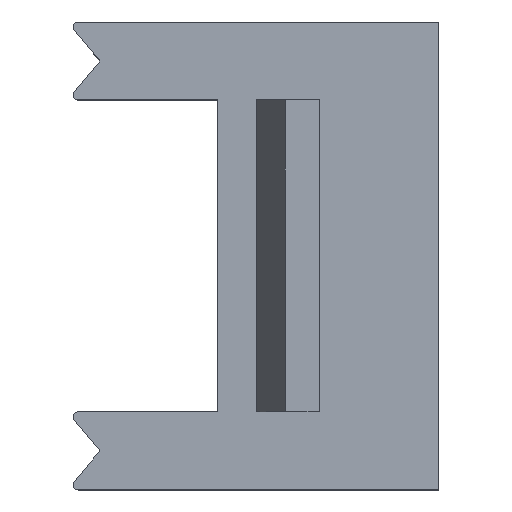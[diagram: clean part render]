
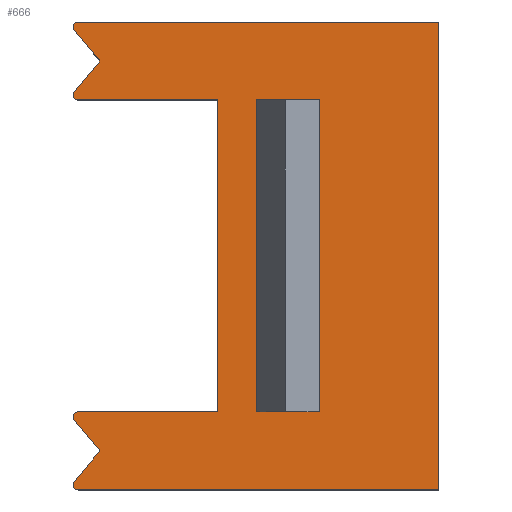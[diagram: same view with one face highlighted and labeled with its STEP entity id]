
A CAD part, top view. The second image highlights one B-rep face of the part: STEP entity #666.
In plain terms, the highlighted planar face has unit normal (0, 0, 1).
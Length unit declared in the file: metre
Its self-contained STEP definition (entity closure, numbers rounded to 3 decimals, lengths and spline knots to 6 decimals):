
#22=CIRCLE('',#716,0.0002);
#23=CIRCLE('',#717,0.0002);
#24=CIRCLE('',#718,0.0002);
#25=CIRCLE('',#719,0.0002);
#59=ORIENTED_EDGE('',*,*,#256,.T.);
#60=ORIENTED_EDGE('',*,*,#245,.T.);
#61=ORIENTED_EDGE('',*,*,#257,.F.);
#62=ORIENTED_EDGE('',*,*,#258,.T.);
#63=ORIENTED_EDGE('',*,*,#259,.T.);
#64=ORIENTED_EDGE('',*,*,#260,.F.);
#65=ORIENTED_EDGE('',*,*,#261,.T.);
#66=ORIENTED_EDGE('',*,*,#262,.F.);
#67=ORIENTED_EDGE('',*,*,#263,.F.);
#68=ORIENTED_EDGE('',*,*,#264,.F.);
#69=ORIENTED_EDGE('',*,*,#265,.T.);
#70=ORIENTED_EDGE('',*,*,#266,.T.);
#71=ORIENTED_EDGE('',*,*,#267,.F.);
#72=ORIENTED_EDGE('',*,*,#268,.T.);
#73=ORIENTED_EDGE('',*,*,#253,.F.);
#74=ORIENTED_EDGE('',*,*,#251,.T.);
#75=ORIENTED_EDGE('',*,*,#269,.T.);
#76=ORIENTED_EDGE('',*,*,#270,.F.);
#245=EDGE_CURVE('',#345,#344,#410,.T.);
#251=EDGE_CURVE('',#348,#350,#416,.T.);
#253=EDGE_CURVE('',#348,#352,#418,.T.);
#256=EDGE_CURVE('',#354,#345,#421,.T.);
#257=EDGE_CURVE('',#355,#344,#422,.T.);
#258=EDGE_CURVE('',#355,#356,#22,.T.);
#259=EDGE_CURVE('',#356,#357,#423,.T.);
#260=EDGE_CURVE('',#358,#357,#424,.T.);
#261=EDGE_CURVE('',#358,#359,#23,.T.);
#262=EDGE_CURVE('',#360,#359,#425,.T.);
#263=EDGE_CURVE('',#361,#360,#426,.T.);
#264=EDGE_CURVE('',#362,#361,#427,.T.);
#265=EDGE_CURVE('',#362,#363,#24,.T.);
#266=EDGE_CURVE('',#363,#364,#428,.T.);
#267=EDGE_CURVE('',#365,#364,#429,.T.);
#268=EDGE_CURVE('',#365,#354,#25,.T.);
#269=EDGE_CURVE('',#350,#366,#430,.T.);
#270=EDGE_CURVE('',#352,#366,#431,.T.);
#344=VERTEX_POINT('',#973);
#345=VERTEX_POINT('',#975);
#348=VERTEX_POINT('',#982);
#350=VERTEX_POINT('',#986);
#352=VERTEX_POINT('',#992);
#354=VERTEX_POINT('',#998);
#355=VERTEX_POINT('',#1000);
#356=VERTEX_POINT('',#1002);
#357=VERTEX_POINT('',#1004);
#358=VERTEX_POINT('',#1006);
#359=VERTEX_POINT('',#1008);
#360=VERTEX_POINT('',#1010);
#361=VERTEX_POINT('',#1012);
#362=VERTEX_POINT('',#1014);
#363=VERTEX_POINT('',#1016);
#364=VERTEX_POINT('',#1018);
#365=VERTEX_POINT('',#1020);
#366=VERTEX_POINT('',#1023);
#410=LINE('',#974,#489);
#416=LINE('',#987,#495);
#418=LINE('',#991,#497);
#421=LINE('',#997,#500);
#422=LINE('',#999,#501);
#423=LINE('',#1003,#502);
#424=LINE('',#1005,#503);
#425=LINE('',#1009,#504);
#426=LINE('',#1011,#505);
#427=LINE('',#1013,#506);
#428=LINE('',#1017,#507);
#429=LINE('',#1019,#508);
#430=LINE('',#1022,#509);
#431=LINE('',#1024,#510);
#489=VECTOR('',#777,1.);
#495=VECTOR('',#785,1.);
#497=VECTOR('',#789,1.);
#500=VECTOR('',#794,1.);
#501=VECTOR('',#795,1.);
#502=VECTOR('',#798,1.);
#503=VECTOR('',#799,1.);
#504=VECTOR('',#802,1.);
#505=VECTOR('',#803,1.);
#506=VECTOR('',#804,1.);
#507=VECTOR('',#807,1.);
#508=VECTOR('',#808,1.);
#509=VECTOR('',#811,1.);
#510=VECTOR('',#812,1.);
#566=EDGE_LOOP('',(#59,#60,#61,#62,#63,#64,#65,#66,#67,#68,#69,#70,#71,
#72));
#567=EDGE_LOOP('',(#73,#74,#75,#76));
#603=FACE_BOUND('',#566,.T.);
#604=FACE_BOUND('',#567,.T.);
#640=PLANE('',#715);
#666=ADVANCED_FACE('',(#603,#604),#640,.T.);
#715=AXIS2_PLACEMENT_3D('',#996,#792,#793);
#716=AXIS2_PLACEMENT_3D('',#1001,#796,#797);
#717=AXIS2_PLACEMENT_3D('',#1007,#800,#801);
#718=AXIS2_PLACEMENT_3D('',#1015,#805,#806);
#719=AXIS2_PLACEMENT_3D('',#1021,#809,#810);
#777=DIRECTION('',(0.,-1.,0.));
#785=DIRECTION('',(0.,1.,0.));
#789=DIRECTION('',(1.,0.,0.));
#792=DIRECTION('',(0.,0.,1.));
#793=DIRECTION('',(1.,0.,0.));
#794=DIRECTION('',(1.,0.,0.));
#795=DIRECTION('',(1.,0.,0.));
#796=DIRECTION('',(0.,0.,1.));
#797=DIRECTION('',(1.,0.,0.));
#798=DIRECTION('',(0.643,-0.766,0.));
#799=DIRECTION('',(0.643,0.766,0.));
#800=DIRECTION('',(0.,0.,1.));
#801=DIRECTION('',(1.,0.,0.));
#802=DIRECTION('',(-1.,0.,0.));
#803=DIRECTION('',(0.,-1.,0.));
#804=DIRECTION('',(1.,0.,0.));
#805=DIRECTION('',(0.,0.,1.));
#806=DIRECTION('',(1.,0.,0.));
#807=DIRECTION('',(0.643,-0.766,0.));
#808=DIRECTION('',(0.643,0.766,0.));
#809=DIRECTION('',(0.,0.,1.));
#810=DIRECTION('',(1.,0.,0.));
#811=DIRECTION('',(1.,0.,0.));
#812=DIRECTION('',(0.,1.,0.));
#973=CARTESIAN_POINT('',(0.005,-0.006,0.002));
#974=CARTESIAN_POINT('',(0.005,0.,0.002));
#975=CARTESIAN_POINT('',(0.005,0.006,0.002));
#982=CARTESIAN_POINT('',(0.0065,-0.006,0.002));
#986=CARTESIAN_POINT('',(0.0065,0.006,0.002));
#987=CARTESIAN_POINT('',(0.0065,0.003,0.002));
#991=CARTESIAN_POINT('',(0.0077,-0.006,0.002));
#992=CARTESIAN_POINT('',(0.0089,-0.006,0.002));
#996=CARTESIAN_POINT('',(0.006464,0.,0.002));
#997=CARTESIAN_POINT('',(0.00325,0.006,0.002));
#998=CARTESIAN_POINT('',(-0.000372,0.006,0.002));
#999=CARTESIAN_POINT('',(0.00325,-0.006,0.002));
#1000=CARTESIAN_POINT('',(-0.000372,-0.006,0.002));
#1001=CARTESIAN_POINT('',(-0.000372,-0.0062,0.002));
#1002=CARTESIAN_POINT('',(-0.000525,-0.006329,0.002));
#1003=CARTESIAN_POINT('',(-0.000438,-0.006432,0.002));
#1004=CARTESIAN_POINT('',(0.000458,-0.0075,0.002));
#1005=CARTESIAN_POINT('',(0.000054,-0.007982,0.002));
#1006=CARTESIAN_POINT('',(-0.000525,-0.008671,0.002));
#1007=CARTESIAN_POINT('',(-0.000372,-0.0088,0.002));
#1008=CARTESIAN_POINT('',(-0.000372,-0.009,0.002));
#1009=CARTESIAN_POINT('',(0.000564,-0.009,0.002));
#1010=CARTESIAN_POINT('',(0.0135,-0.009,0.002));
#1011=CARTESIAN_POINT('',(0.0135,0.,0.002));
#1012=CARTESIAN_POINT('',(0.0135,0.009,0.002));
#1013=CARTESIAN_POINT('',(0.00925,0.009,0.002));
#1014=CARTESIAN_POINT('',(-0.000372,0.009,0.002));
#1015=CARTESIAN_POINT('',(-0.000372,0.0088,0.002));
#1016=CARTESIAN_POINT('',(-0.000525,0.008671,0.002));
#1017=CARTESIAN_POINT('',(-0.000438,0.008568,0.002));
#1018=CARTESIAN_POINT('',(0.000458,0.0075,0.002));
#1019=CARTESIAN_POINT('',(0.000054,0.007018,0.002));
#1020=CARTESIAN_POINT('',(-0.000525,0.006329,0.002));
#1021=CARTESIAN_POINT('',(-0.000372,0.0062,0.002));
#1022=CARTESIAN_POINT('',(0.0077,0.006,0.002));
#1023=CARTESIAN_POINT('',(0.0089,0.006,0.002));
#1024=CARTESIAN_POINT('',(0.0089,-0.003,0.002));
